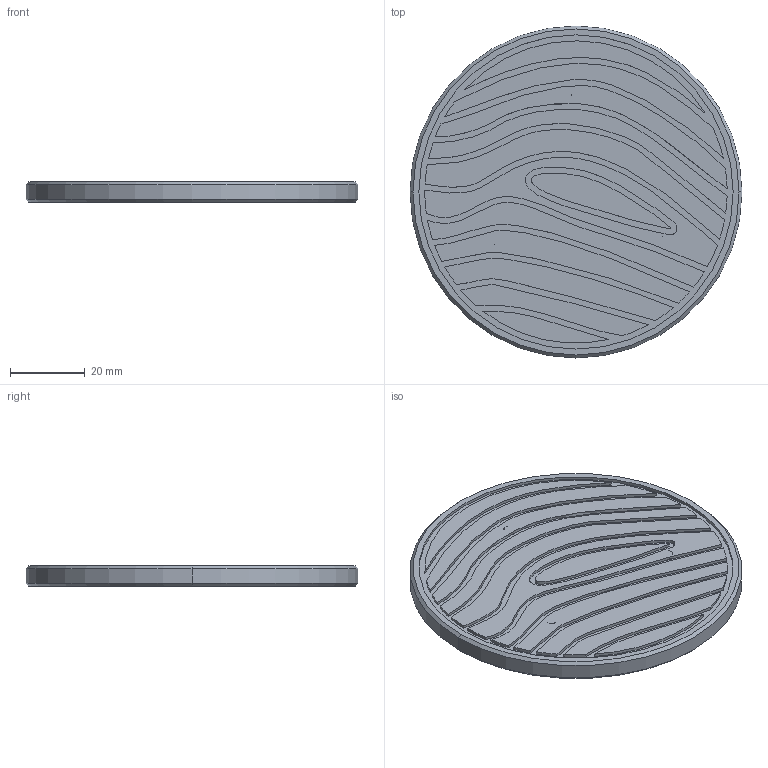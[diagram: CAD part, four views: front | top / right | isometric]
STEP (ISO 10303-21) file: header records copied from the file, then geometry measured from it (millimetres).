
FILE_DESCRIPTION (( 'STEP AP214' ), '1' );
FILE_NAME ('Center Piece.STEP', '2025-02-04T02:50:21', ( '' ), ( '' ), 'SwSTEP 2.0', 'SolidWorks 2024', '' );
FILE_SCHEMA (( 'AUTOMOTIVE_DESIGN' ));
Length unit declared in the file: inch
Products named in the file (1): Center Piece
Bounding box: 88.9 x 88.9 x 5.56 mm (x, y, z)
Volume: 32810.9 mm3; surface area: 15630.6 mm2
Topology: 1 solids, 1 shells, 125 faces, 322 edges, 208 vertices
Faces by surface type: cylinder 60, bspline 36, plane 19, cone 10
Entity records: 9757 total; most frequent: CARTESIAN_POINT 7172, ORIENTED_EDGE 632, DIRECTION 407, EDGE_CURVE 316, VERTEX_POINT 208, AXIS2_PLACEMENT_3D 158, EDGE_LOOP 142, FACE_OUTER_BOUND 125
